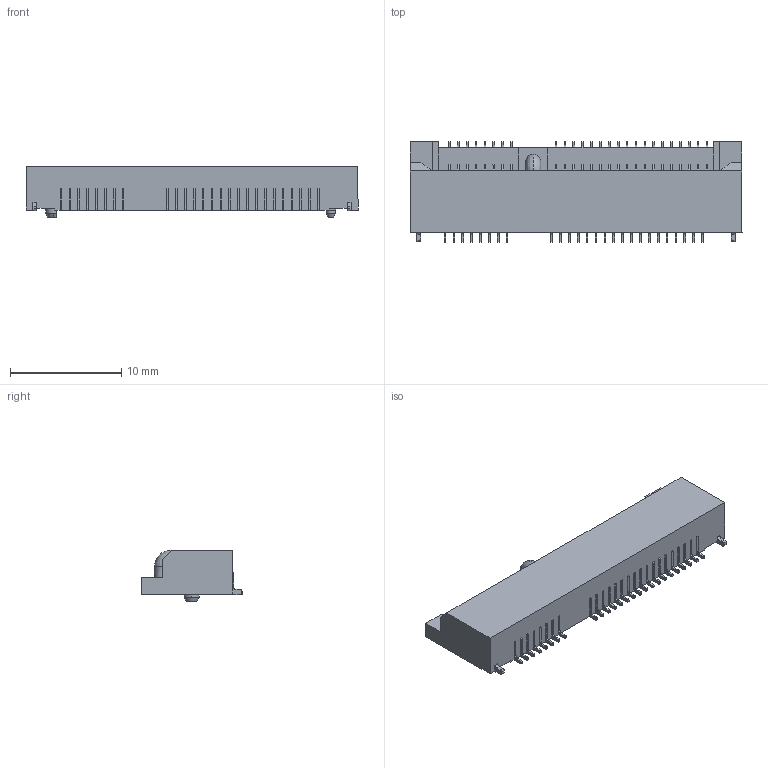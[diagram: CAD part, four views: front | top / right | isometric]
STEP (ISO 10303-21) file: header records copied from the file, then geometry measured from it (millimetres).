
FILE_DESCRIPTION (( 'STEP AP214' ), '1' );
FILE_NAME ('User Library-PCIE-52P40H-1.STEP', '2025-09-12T21:14:26', ( '' ), ( '' ), 'SwSTEP 2.0', 'SolidWorks 2022', '' );
FILE_SCHEMA (( 'AUTOMOTIVE_DESIGN' ));
Length unit declared in the file: millimetre
Products named in the file (4): PCIE-52P40H.STP; P3.STP; User Library-PCIE-52P40H-1; c-2041119-1-c-3d.STP
Assembly tree (3 placements, depth 4):
  User Library-PCIE-52P40H-1
    PCIE-52P40H.STP
      P3.STP
        c-2041119-1-c-3d.STP
Bounding box: 29.9 x 9.09 x 4.65 mm (x, y, z)
Volume: 681.8 mm3; surface area: 960.7 mm2
Topology: 1 solids, 1 shells, 1203 faces, 3617 edges, 2390 vertices
Faces by surface type: plane 662, cylinder 534, bspline 7
Entity records: 36566 total; most frequent: CARTESIAN_POINT 12122, ORIENTED_EDGE 7234, EDGE_CURVE 3617, B_SPLINE_CURVE_WITH_KNOTS 2481, DIRECTION 2461, VERTEX_POINT 2390, EDGE_LOOP 1229, AXIS2_PLACEMENT_3D 1204
